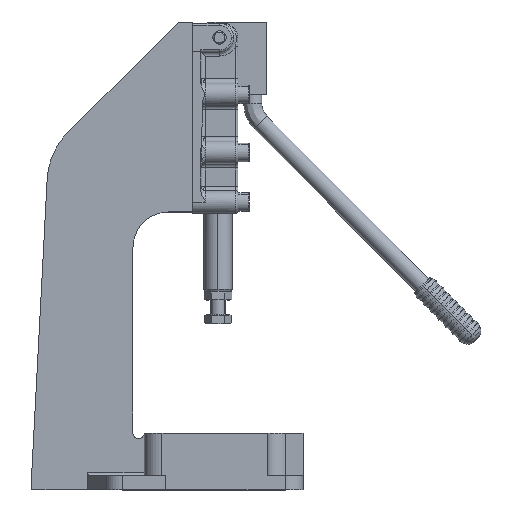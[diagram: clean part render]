
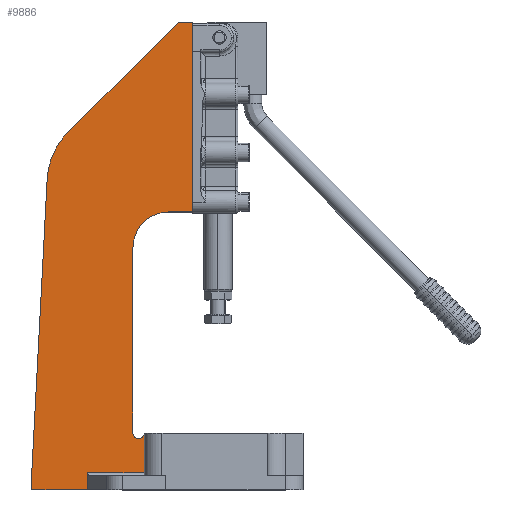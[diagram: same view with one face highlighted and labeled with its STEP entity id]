
A CAD part, top view. The second image highlights one B-rep face of the part: STEP entity #9886.
In plain terms, the highlighted planar face has unit normal (0, 0, 1).
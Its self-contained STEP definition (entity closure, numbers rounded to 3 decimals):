
#153 = ORIENTED_EDGE ( 'NONE', *, *, #22761, .T. ) ;
#746 = VECTOR ( 'NONE', #17851, 1000. ) ;
#1131 = CARTESIAN_POINT ( 'NONE',  ( 91.948, 363.141, 60. ) ) ;
#1296 = AXIS2_PLACEMENT_3D ( 'NONE', #22284, #3207, #20270 ) ;
#1307 = EDGE_CURVE ( 'NONE', #6928, #3148, #6404, .T. ) ;
#1698 = EDGE_CURVE ( 'NONE', #22781, #21712, #3974, .T. ) ;
#1844 = VECTOR ( 'NONE', #23229, 1000. ) ;
#2423 = VECTOR ( 'NONE', #22592, 1000. ) ;
#2430 = EDGE_CURVE ( 'NONE', #11745, #6928, #21401, .T. ) ;
#2582 = EDGE_CURVE ( 'NONE', #24883, #10162, #20169, .T. ) ;
#3148 = VERTEX_POINT ( 'NONE', #16932 ) ;
#3207 = DIRECTION ( 'NONE',  ( 0., 0., -1. ) ) ;
#3336 = VECTOR ( 'NONE', #10595, 1000. ) ;
#3544 = DIRECTION ( 'NONE',  ( -1., 0., 0. ) ) ;
#3871 = VERTEX_POINT ( 'NONE', #17605 ) ;
#3876 = CARTESIAN_POINT ( 'NONE',  ( 194.453, 339.808, 60. ) ) ;
#3930 = CARTESIAN_POINT ( 'NONE',  ( 160.453, 271.883, 60. ) ) ;
#3974 = LINE ( 'NONE', #20991, #16607 ) ;
#4465 = ORIENTED_EDGE ( 'NONE', *, *, #24307, .F. ) ;
#4771 = CARTESIAN_POINT ( 'NONE',  ( 82.561, 145.808, 60. ) ) ;
#5290 = ORIENTED_EDGE ( 'NONE', *, *, #16012, .T. ) ;
#5320 = VERTEX_POINT ( 'NONE', #14913 ) ;
#5404 = PLANE ( 'NONE',  #13182 ) ;
#5896 = CARTESIAN_POINT ( 'NONE',  ( 194.453, 432.808, 60. ) ) ;
#6007 = EDGE_CURVE ( 'NONE', #5320, #12789, #20703, .T. ) ;
#6404 = LINE ( 'NONE', #3876, #10324 ) ;
#6868 = CIRCLE ( 'NONE', #24526, 2. ) ;
#6928 = VERTEX_POINT ( 'NONE', #18335 ) ;
#7098 = DIRECTION ( 'NONE',  ( 1., 0., 0. ) ) ;
#7307 = EDGE_CURVE ( 'NONE', #8934, #5320, #8659, .T. ) ;
#7486 = VERTEX_POINT ( 'NONE', #21657 ) ;
#7660 = CARTESIAN_POINT ( 'NONE',  ( 194.453, 473.808, 60. ) ) ;
#7875 = CARTESIAN_POINT ( 'NONE',  ( 152.453, 183.808, 60. ) ) ;
#8584 = DIRECTION ( 'NONE',  ( 1., 0., 0. ) ) ;
#8659 = LINE ( 'NONE', #3930, #9273 ) ;
#8934 = VERTEX_POINT ( 'NONE', #18703 ) ;
#9273 = VECTOR ( 'NONE', #23133, 1000. ) ;
#9529 = DIRECTION ( 'NONE',  ( -1., 0., 0. ) ) ;
#9552 = ORIENTED_EDGE ( 'NONE', *, *, #1307, .F. ) ;
#9588 = LINE ( 'NONE', #18029, #24481 ) ;
#9651 = DIRECTION ( 'NONE',  ( 0., -1., 0. ) ) ;
#9886 = ADVANCED_FACE ( 'NONE', ( #10057 ), #5404, .T. ) ;
#10057 = FACE_OUTER_BOUND ( 'NONE', #12518, .T. ) ;
#10162 = VERTEX_POINT ( 'NONE', #23321 ) ;
#10280 = ORIENTED_EDGE ( 'NONE', *, *, #17232, .T. ) ;
#10324 = VECTOR ( 'NONE', #3544, 1000. ) ;
#10459 = ORIENTED_EDGE ( 'NONE', *, *, #17313, .F. ) ;
#10595 = DIRECTION ( 'NONE',  ( -0.052, -0.999, 0. ) ) ;
#10642 = CARTESIAN_POINT ( 'NONE',  ( 120.413, 143.808, 60. ) ) ;
#11462 = EDGE_CURVE ( 'NONE', #11745, #20255, #12107, .T. ) ;
#11745 = VERTEX_POINT ( 'NONE', #7660 ) ;
#11858 = CARTESIAN_POINT ( 'NONE',  ( 141.879, 360.524, 60. ) ) ;
#11884 = DIRECTION ( 'NONE',  ( 1., 0., 0. ) ) ;
#12107 = LINE ( 'NONE', #20573, #21088 ) ;
#12518 = EDGE_LOOP ( 'NONE', ( #19459, #14313, #5290, #15009, #153, #16752, #17940, #24274, #4465, #10459, #9552, #16405, #24836, #10280 ) ) ;
#12577 = CARTESIAN_POINT ( 'NONE',  ( 82.561, 143.808, 60. ) ) ;
#12788 = DIRECTION ( 'NONE',  ( -1., 0., 0. ) ) ;
#12789 = VERTEX_POINT ( 'NONE', #7875 ) ;
#13059 = CARTESIAN_POINT ( 'NONE',  ( 158.107, 155.808, 60. ) ) ;
#13182 = AXIS2_PLACEMENT_3D ( 'NONE', #24313, #15002, #7098 ) ;
#13741 = AXIS2_PLACEMENT_3D ( 'NONE', #11858, #19734, #15798 ) ;
#14313 = ORIENTED_EDGE ( 'NONE', *, *, #2582, .T. ) ;
#14334 = DIRECTION ( 'NONE',  ( 0., 1., 0. ) ) ;
#14913 = CARTESIAN_POINT ( 'NONE',  ( 160.453, 183.808, 60. ) ) ;
#15002 = DIRECTION ( 'NONE',  ( 0., 0., 1. ) ) ;
#15009 = ORIENTED_EDGE ( 'NONE', *, *, #1698, .F. ) ;
#15798 = DIRECTION ( 'NONE',  ( 1., 0., 0. ) ) ;
#16012 = EDGE_CURVE ( 'NONE', #10162, #21712, #6868, .T. ) ;
#16405 = ORIENTED_EDGE ( 'NONE', *, *, #2430, .F. ) ;
#16560 = CARTESIAN_POINT ( 'NONE',  ( 184.453, 473.808, 60. ) ) ;
#16607 = VECTOR ( 'NONE', #9529, 1000. ) ;
#16626 = CARTESIAN_POINT ( 'NONE',  ( 152.453, 314.808, 60. ) ) ;
#16718 = CIRCLE ( 'NONE', #22531, 25. ) ;
#16752 = ORIENTED_EDGE ( 'NONE', *, *, #20351, .T. ) ;
#16932 = CARTESIAN_POINT ( 'NONE',  ( 177.453, 339.808, 60. ) ) ;
#17232 = EDGE_CURVE ( 'NONE', #20255, #7486, #24470, .T. ) ;
#17313 = EDGE_CURVE ( 'NONE', #3148, #17727, #16718, .T. ) ;
#17418 = CARTESIAN_POINT ( 'NONE',  ( 177.453, 314.808, 60. ) ) ;
#17605 = CARTESIAN_POINT ( 'NONE',  ( 120.413, 155.808, 60. ) ) ;
#17727 = VERTEX_POINT ( 'NONE', #16626 ) ;
#17851 = DIRECTION ( 'NONE',  ( -0.707, -0.707, 0. ) ) ;
#17924 = VECTOR ( 'NONE', #9651, 1000. ) ;
#17940 = ORIENTED_EDGE ( 'NONE', *, *, #7307, .T. ) ;
#18029 = CARTESIAN_POINT ( 'NONE',  ( 120.413, 271.883, 60. ) ) ;
#18335 = CARTESIAN_POINT ( 'NONE',  ( 194.453, 339.808, 60. ) ) ;
#18691 = LINE ( 'NONE', #13059, #2423 ) ;
#18703 = CARTESIAN_POINT ( 'NONE',  ( 160.453, 155.808, 60. ) ) ;
#18927 = EDGE_CURVE ( 'NONE', #7486, #24883, #20394, .T. ) ;
#18971 = CARTESIAN_POINT ( 'NONE',  ( 152.453, 339.808, 60. ) ) ;
#19459 = ORIENTED_EDGE ( 'NONE', *, *, #18927, .T. ) ;
#19607 = CARTESIAN_POINT ( 'NONE',  ( 184.453, 473.808, 60. ) ) ;
#19734 = DIRECTION ( 'NONE',  ( 0., 0., 1. ) ) ;
#20169 = LINE ( 'NONE', #1131, #3336 ) ;
#20255 = VERTEX_POINT ( 'NONE', #16560 ) ;
#20270 = DIRECTION ( 'NONE',  ( 1., 0., 0. ) ) ;
#20351 = EDGE_CURVE ( 'NONE', #3871, #8934, #18691, .T. ) ;
#20394 = CIRCLE ( 'NONE', #13741, 50. ) ;
#20573 = CARTESIAN_POINT ( 'NONE',  ( 158.107, 473.808, 60. ) ) ;
#20703 = CIRCLE ( 'NONE', #1296, 4. ) ;
#20991 = CARTESIAN_POINT ( 'NONE',  ( 272.453, 143.808, 60. ) ) ;
#21088 = VECTOR ( 'NONE', #12788, 1000. ) ;
#21401 = LINE ( 'NONE', #5896, #1844 ) ;
#21657 = CARTESIAN_POINT ( 'NONE',  ( 106.524, 395.879, 60. ) ) ;
#21712 = VERTEX_POINT ( 'NONE', #12577 ) ;
#22249 = DIRECTION ( 'NONE',  ( 0., 0., 1. ) ) ;
#22284 = CARTESIAN_POINT ( 'NONE',  ( 156.453, 183.808, 60. ) ) ;
#22531 = AXIS2_PLACEMENT_3D ( 'NONE', #17418, #23237, #11884 ) ;
#22592 = DIRECTION ( 'NONE',  ( 1., 0., 0. ) ) ;
#22733 = CARTESIAN_POINT ( 'NONE',  ( 91.948, 363.141, 60. ) ) ;
#22761 = EDGE_CURVE ( 'NONE', #22781, #3871, #9588, .T. ) ;
#22781 = VERTEX_POINT ( 'NONE', #10642 ) ;
#23133 = DIRECTION ( 'NONE',  ( 0., 1., 0. ) ) ;
#23229 = DIRECTION ( 'NONE',  ( 0., -1., 0. ) ) ;
#23237 = DIRECTION ( 'NONE',  ( 0., 0., 1. ) ) ;
#23286 = LINE ( 'NONE', #18971, #17924 ) ;
#23321 = CARTESIAN_POINT ( 'NONE',  ( 80.563, 145.913, 60. ) ) ;
#24274 = ORIENTED_EDGE ( 'NONE', *, *, #6007, .T. ) ;
#24307 = EDGE_CURVE ( 'NONE', #17727, #12789, #23286, .T. ) ;
#24313 = CARTESIAN_POINT ( 'NONE',  ( 158.107, 271.883, 60. ) ) ;
#24470 = LINE ( 'NONE', #19607, #746 ) ;
#24481 = VECTOR ( 'NONE', #14334, 1000. ) ;
#24526 = AXIS2_PLACEMENT_3D ( 'NONE', #4771, #22249, #8584 ) ;
#24836 = ORIENTED_EDGE ( 'NONE', *, *, #11462, .T. ) ;
#24883 = VERTEX_POINT ( 'NONE', #22733 ) ;
